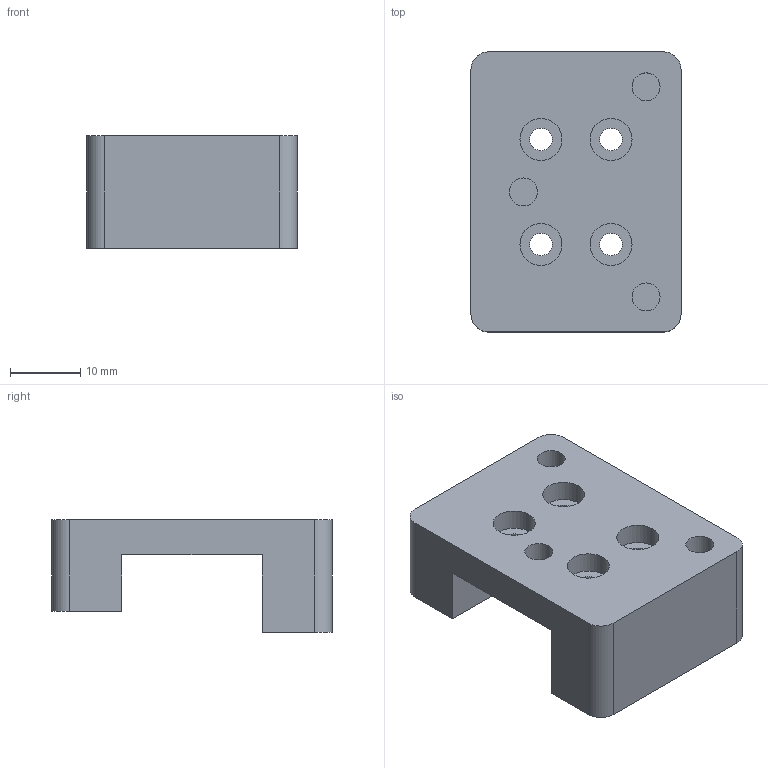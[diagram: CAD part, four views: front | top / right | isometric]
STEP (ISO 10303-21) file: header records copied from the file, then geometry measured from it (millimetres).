
FILE_DESCRIPTION(/* description */ (''),/* implementation_level */ '2;1');
FILE_NAME(/* name */ 'block-adapter_v0.1.0.step',/* time_stamp */ '2025-09-23T16:16:59+02:00',/* author */ (''),/* organization */ (''),/* preprocessor_version */ 'ST-DEVELOPER v20.1',/* originating_system */ 'Autodesk Translation Framework v14.10.0.0',/* authorisation */ '');
FILE_SCHEMA (('AUTOMOTIVE_DESIGN { 1 0 10303 214 3 1 1 }'));
Length unit declared in the file: millimetre
Products named in the file (1): FingerAdapter
Bounding box: 30 x 40 x 16 mm (x, y, z)
Volume: 10967.2 mm3; surface area: 5040.6 mm2
Topology: 1 solids, 1 shells, 36 faces, 75 edges, 50 vertices
Faces by surface type: plane 19, cylinder 17
Full cylindrical faces by diameter (mm): 3.2 x4, 4 x5, 6 x4
Entity records: 1022 total; most frequent: DIRECTION 183, CARTESIAN_POINT 162, ORIENTED_EDGE 150, EDGE_CURVE 75, AXIS2_PLACEMENT_3D 71, EDGE_LOOP 53, VERTEX_POINT 50, LINE 41
